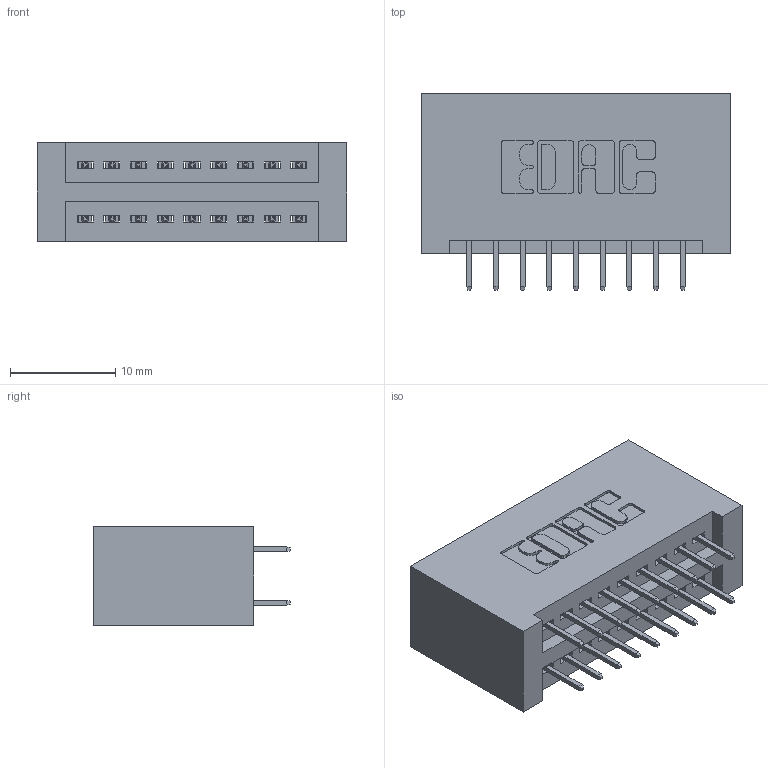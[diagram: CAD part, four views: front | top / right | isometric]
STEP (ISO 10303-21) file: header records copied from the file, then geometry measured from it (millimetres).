
FILE_DESCRIPTION (( 'STEP AP203' ), '1' );
FILE_NAME ('345-018-525-201.STEP', '2020-09-19T04:11:00', ( '' ), ( '' ), 'SwSTEP 2.0', 'SolidWorks 2020', '' );
FILE_SCHEMA (( 'CONFIG_CONTROL_DESIGN' ));
Length unit declared in the file: inch
Products named in the file (3): 345-018-525-201; 345 Part_No Mounting Lugs; 345-292-001_345-293-125
Assembly tree (19 placements, depth 2):
  345-018-525-201
    345 Part_No Mounting Lugs
    345-292-001_345-293-125  x18
Bounding box: 29.46 x 18.72 x 9.4 mm (x, y, z)
Volume: 3142.1 mm3; surface area: 4219.4 mm2
Topology: 19 solids, 19 shells, 1090 faces, 3071 edges, 1974 vertices
Faces by surface type: plane 778, cylinder 312
Entity records: 11301 total; most frequent: CARTESIAN_POINT 1924, ORIENTED_EDGE 1858, DIRECTION 1733, EDGE_CURVE 929, VECTOR 773, LINE 773, VERTEX_POINT 614, AXIS2_PLACEMENT_3D 480
